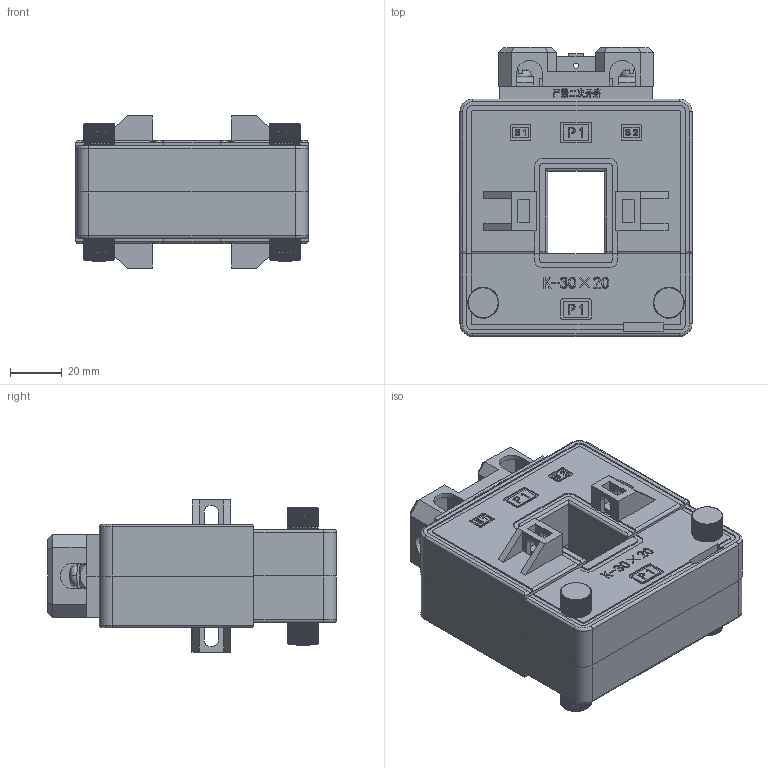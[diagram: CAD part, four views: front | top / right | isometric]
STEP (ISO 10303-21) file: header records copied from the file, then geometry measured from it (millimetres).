
FILE_DESCRIPTION (( 'STEP AP203' ), '1' );
FILE_NAME ('开口式互感器K-30×20.STEP', '2025-03-01T01:00:06', ( '微软用户' ), ( '微软中国' ), 'SwSTEP 2.0', 'SolidWorks 2019', '' );
FILE_SCHEMA (( 'CONFIG_CONTROL_DESIGN' ));
Length unit declared in the file: millimetre
Products named in the file (18): 嘐隅偌聽; P2; P1; M5蹟譫; 羲諳宒誑覜んK-30℅20; 揤銅; S2; 羲諳宒誑覜ん欶裔; 羲諳宒誑覜ん奻P1-P2; S1; 諉盄蹟佪M4; 菜え憩; M5℅48蹟翐; 羲諳宒誑覜ん狟P1-P2; 开口式互感器K-30×20铁芯架; 肣И璃5x10陔; 开口式互感器K-30×20铁芯上; 开口式互感器K-30×20铁芯下
Assembly tree (29 placements, depth 2):
  羲諳宒誑覜んK-30℅20
    羲諳宒誑覜ん奻P1-P2  x2
    羲諳宒誑覜ん狟P1-P2  x2
    羲諳宒誑覜ん欶裔
    开口式互感器K-30×20铁芯上
    开口式互感器K-30×20铁芯下
    开口式互感器K-30×20铁芯架  x2
    P1  x2
    P2  x2
    S1  x2
    S2  x2
    肣И璃5x10陔  x2
    諉盄蹟佪M4  x2
    菜え憩  x2
    揤銅
    M5℅48蹟翐  x2
    M5蹟譫  x2
    嘐隅偌聽
Bounding box: 90 x 112 x 59 mm (x, y, z)
Volume: 175027.4 mm3; surface area: 138174.1 mm2
Topology: 29 solids, 29 shells, 3970 faces, 10310 edges, 6486 vertices
Faces by surface type: plane 2094, cylinder 896, cone 510, bspline 452, torus 18
Entity records: 79108 total; most frequent: CARTESIAN_POINT 29439, ORIENTED_EDGE 10692, DIRECTION 8663, EDGE_CURVE 5346, VERTEX_POINT 3371, LINE 3183, VECTOR 3183, AXIS2_PLACEMENT_3D 2740
